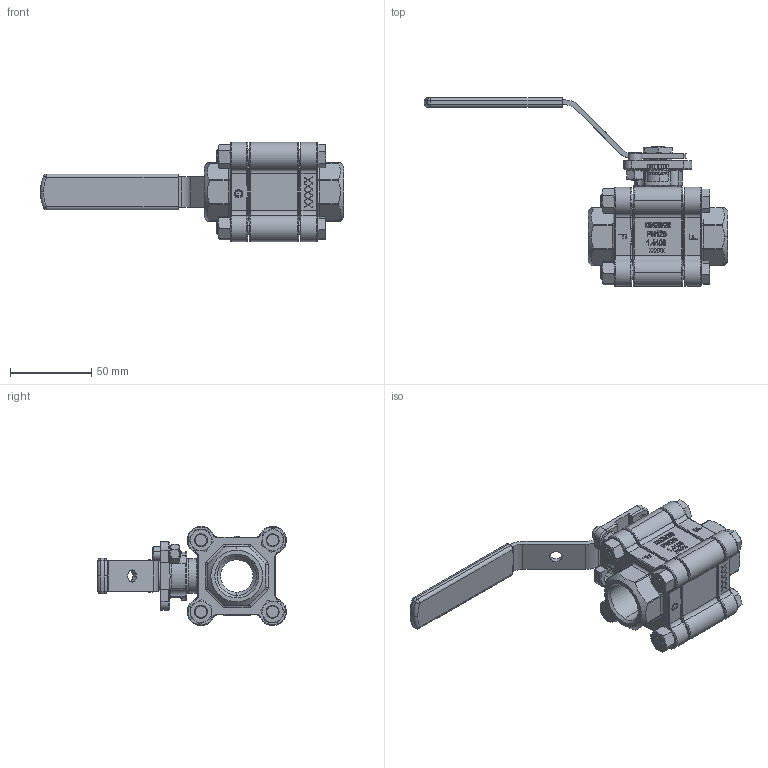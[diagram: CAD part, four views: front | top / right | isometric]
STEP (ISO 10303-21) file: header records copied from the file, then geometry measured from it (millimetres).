
FILE_DESCRIPTION (( 'STEP AP214' ), '1' );
FILE_NAME ('2414D.702R Typ A24D DN20 FB BSPP.STEP', '2019-07-22T10:32:13', ( '' ), ( '' ), 'SwSTEP 2.0', 'SolidWorks 2017', '' );
FILE_SCHEMA (( 'AUTOMOTIVE_DESIGN' ));
Length unit declared in the file: millimetre
Products named in the file (1): 2414D.702R Typ A24D DN20 FB BSPP
Bounding box: 187 x 116.42 x 61.19 mm (x, y, z)
Volume: 163648.3 mm3; surface area: 83687.1 mm2
Topology: 24 solids, 24 shells, 1415 faces, 3829 edges, 2510 vertices
Faces by surface type: plane 477, cylinder 393, cone 192, torus 181, bspline 166, sphere 6
Entity records: 71639 total; most frequent: CARTESIAN_POINT 21423, ORIENTED_EDGE 7550, DIRECTION 6645, EDGE_CURVE 3775, VERTEX_POINT 2510, AXIS2_PLACEMENT_3D 2486, VECTOR 1673, LINE 1673
